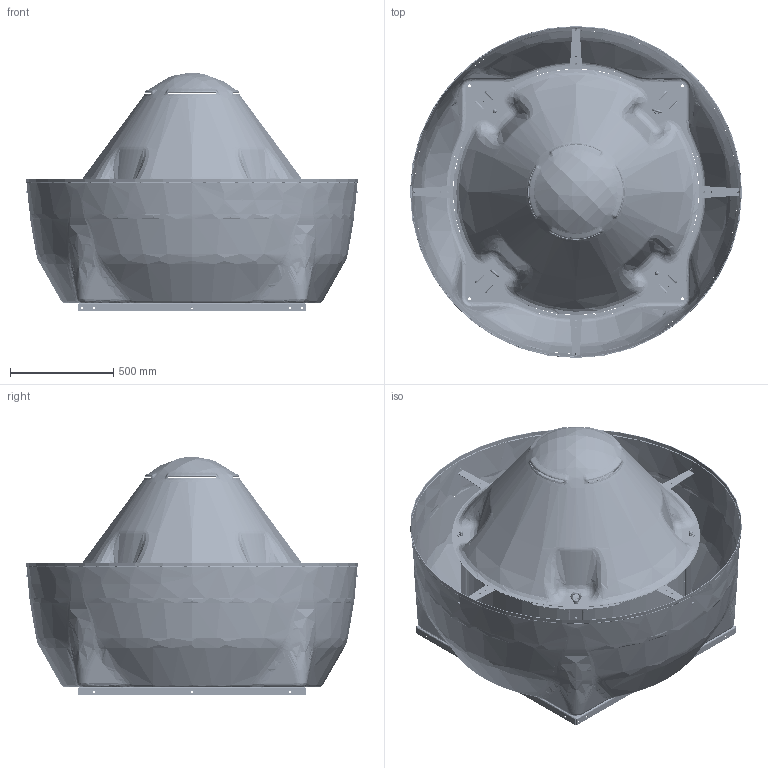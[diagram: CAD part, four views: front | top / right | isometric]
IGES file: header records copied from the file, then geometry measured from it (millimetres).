
Start section: SolidWorks IGES file using analytic representation for surfaces
Global section: file name: FCP-V 806.IGS; native system: SolidWorks 2018; preprocessor: SolidWorks 2018; author: girelli; date: 220309.171613; units: millimetre
Bounding box: 1605.98 x 1605.98 x 1151.4 mm (x, y, z)
Surface area: 19317415.7 mm2 (no closed solid volume)
Topology: 0 solids, 0 shells, 5591 faces, 76668 edges, 76652 vertices
Faces by surface type: bspline 3058, revolution 2533
